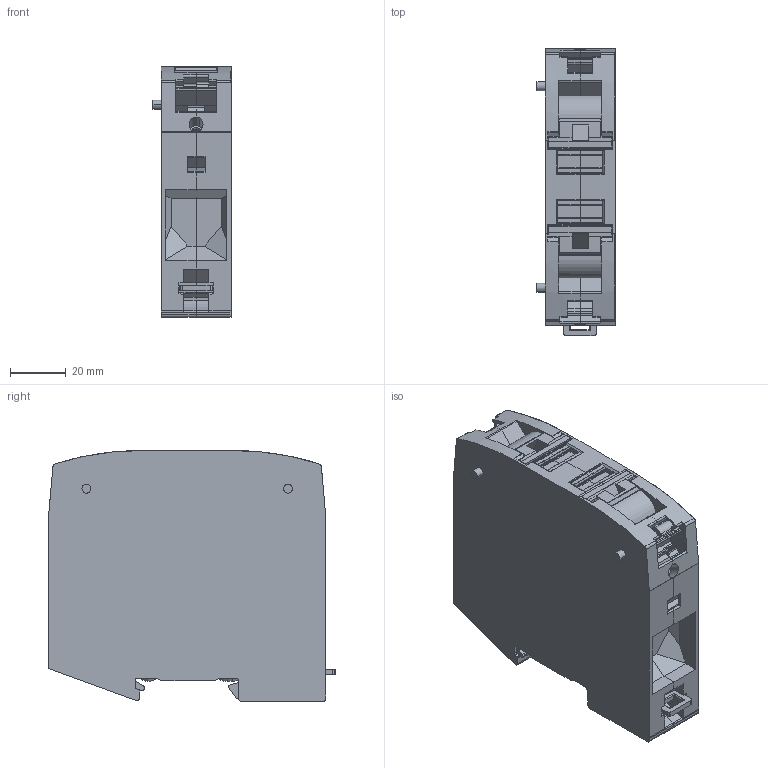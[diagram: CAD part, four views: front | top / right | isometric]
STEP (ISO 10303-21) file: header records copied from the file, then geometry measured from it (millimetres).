
FILE_DESCRIPTION(('CATIA V5 STEP Exchange','CAx-IF Rec.Pracs.--- Model Styling and Organization---1.4--- 2014-01-23'),'2;1');
FILE_NAME ('1148596-9_2', '2023-09-07T08:44:53+00:00', ('none'), ('Weidmueller'), 'CATIA Version 5-6 Release 2016 SP3 HF44', 'CATIA V5 STEP AP214', 'none');
FILE_SCHEMA(('AUTOMOTIVE_DESIGN { 1 0 10303 214 1 1 1 1 }'));
Length unit declared in the file: millimetre
Products named in the file (1): 2694090000
Bounding box: 28 x 102.92 x 90.05 mm (x, y, z)
Volume: 186396.3 mm3; surface area: 53939.3 mm2
Topology: 15 solids, 21 shells, 984 faces, 2828 edges, 1892 vertices
Faces by surface type: plane 527, cylinder 379, extrusion 46, cone 24, torus 4, bspline 4
Entity records: 35462 total; most frequent: CARTESIAN_POINT 10475, ORIENTED_EDGE 5652, DIRECTION 4306, EDGE_CURVE 2826, VECTOR 1946, LINE 1900, VERTEX_POINT 1892, AXIS2_PLACEMENT_3D 1515
